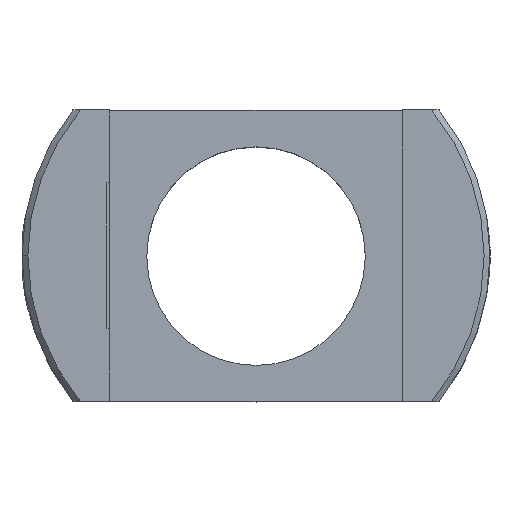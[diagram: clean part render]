
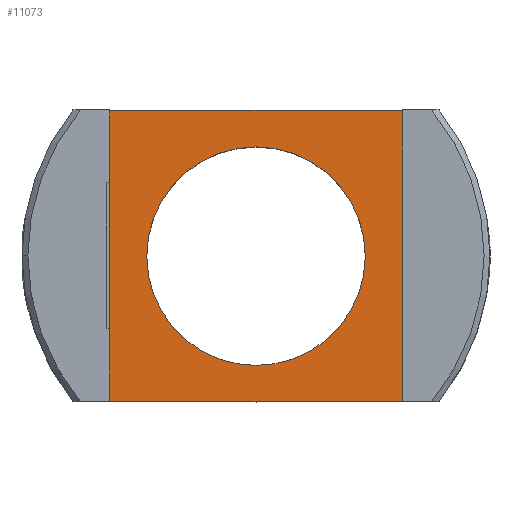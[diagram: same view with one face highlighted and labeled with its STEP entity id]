
A CAD part, top view. The second image highlights one B-rep face of the part: STEP entity #11073.
In plain terms, the highlighted planar face has unit normal (0, 0, 1).
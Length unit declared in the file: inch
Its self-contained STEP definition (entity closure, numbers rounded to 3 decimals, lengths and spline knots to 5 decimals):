
#2316=DIRECTION('',(0.,1.,0.));
#2317=VECTOR('',#2316,1.);
#2318=CARTESIAN_POINT('',(0.08322,-0.5,0.4));
#2319=LINE('',#2318,#2317);
#2330=DIRECTION('',(-1.,0.,0.));
#2331=VECTOR('',#2330,1.004);
#2332=CARTESIAN_POINT('',(1.08722,0.5,0.4));
#2333=LINE('',#2332,#2331);
#2337=DIRECTION('',(1.,0.,0.));
#2338=VECTOR('',#2337,1.004);
#2339=CARTESIAN_POINT('',(0.08322,-0.5,0.4));
#2340=LINE('',#2339,#2338);
#2344=CARTESIAN_POINT('',(0.58522,0.,0.4));
#2345=DIRECTION('',(0.,0.,-1.));
#2346=DIRECTION('',(1.,0.,0.));
#2347=AXIS2_PLACEMENT_3D('',#2344,#2345,#2346);
#2352=CARTESIAN_POINT('',(0.58522,0.,0.4));
#2353=DIRECTION('',(0.,0.,-1.));
#2354=DIRECTION('',(-1.,0.,0.));
#2355=AXIS2_PLACEMENT_3D('',#2352,#2353,#2354);
#2360=DIRECTION('',(0.,-1.,0.));
#2361=VECTOR('',#2360,1.);
#2362=CARTESIAN_POINT('',(1.08722,0.5,0.4));
#2363=LINE('',#2362,#2361);
#8720=CARTESIAN_POINT('',(0.96022,0.,0.4));
#8722=VERTEX_POINT('',#8720);
#8723=CARTESIAN_POINT('',(0.21022,0.,0.4));
#8724=VERTEX_POINT('',#8723);
#9860=CARTESIAN_POINT('',(0.08322,0.5,0.4));
#9861=VERTEX_POINT('',#9860);
#9862=CARTESIAN_POINT('',(0.08322,-0.5,0.4));
#9863=VERTEX_POINT('',#9862);
#9884=CARTESIAN_POINT('',(1.08722,-0.5,0.4));
#9885=VERTEX_POINT('',#9884);
#9886=CARTESIAN_POINT('',(1.08722,0.5,0.4));
#9887=VERTEX_POINT('',#9886);
#11055=CARTESIAN_POINT('',(0.08322,-0.5,0.4));
#11056=DIRECTION('',(0.,0.,-1.));
#11057=DIRECTION('',(-1.,0.,0.));
#11058=AXIS2_PLACEMENT_3D('',#11055,#11056,#11057);
#11059=PLANE('',#11058);
#11060=ORIENTED_EDGE('',*,*,#11048,.T.);
#11061=ORIENTED_EDGE('',*,*,#10848,.F.);
#11063=ORIENTED_EDGE('',*,*,#11062,.T.);
#11064=ORIENTED_EDGE('',*,*,#10923,.F.);
#11065=EDGE_LOOP('',(#11060,#11061,#11063,#11064));
#11066=FACE_OUTER_BOUND('',#11065,.F.);
#11068=ORIENTED_EDGE('',*,*,#11067,.F.);
#11070=ORIENTED_EDGE('',*,*,#11069,.F.);
#11071=EDGE_LOOP('',(#11068,#11070));
#11072=FACE_BOUND('',#11071,.F.);
#2348=CIRCLE('',#2347,0.375);
#2356=CIRCLE('',#2355,0.375);
#10848=EDGE_CURVE('',#9887,#9861,#2333,.T.);
#10923=EDGE_CURVE('',#9863,#9885,#2340,.T.);
#11048=EDGE_CURVE('',#9863,#9861,#2319,.T.);
#11062=EDGE_CURVE('',#9887,#9885,#2363,.T.);
#11067=EDGE_CURVE('',#8722,#8724,#2348,.T.);
#11069=EDGE_CURVE('',#8724,#8722,#2356,.T.);
#11073=ADVANCED_FACE('',(#11066,#11072),#11059,.F.);
